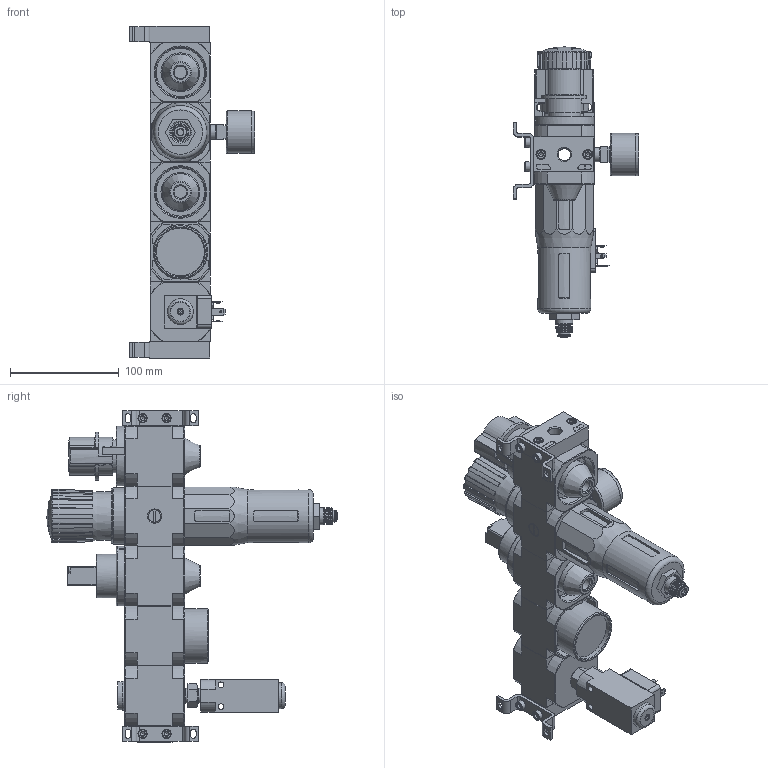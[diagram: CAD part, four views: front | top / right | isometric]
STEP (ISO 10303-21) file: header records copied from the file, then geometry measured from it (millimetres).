
FILE_DESCRIPTION(/* description */ ('STEP AP214'),/* implementation_level */ '2;1');
FILE_NAME(/* name */ '185784_LFR-1_4-D-MIDI-KG-A',/* time_stamp */ '2024-09-03T19:25:00+02:00',/* author */ ('License CC BY-ND 4.0'),/* organization */ ('CADENAS'),/* preprocessor_version */ 'ST-DEVELOPER v19.3',/* originating_system */ 'PARTsolutions',/* authorisation */ ' ');
FILE_SCHEMA (('AUTOMOTIVE_DESIGN {1 0 10303 214 3 1 1}'));
Length unit declared in the file: millimetre
Products named in the file (20): 185784 LFR-1/4-D-MIDI-KG-A; 680241 PBL-1/4-D-MIDI-L---(1) p1; DIN-912 - M5x18(F); 159593 HFOE-D-MIDI/MAXI-P1; DIN-912 - M5x10(F); 680242 PBL-1/4-D-MIDI-R---(0) p1; 360721 HE-MIDI; 351358 FRB-D-MIDI; 120519 LFR-D-MIDI-A--(0); 8003639 PAGN-40-16-G14; 373846 LR-MIDI; 526489 MS4-LFR-V; 746237 HEE-D-MDI-24; 364665 MSEB-3-24V-D; 360727 HEL-MIDI; 724702 FRM-...-D-MIDI; 151521 ESK-1/4-1/4; 175250 PEV-1/4-B-OD; DIN-908 G1/2A; 531774 OK-1/2
Assembly tree (33 placements, depth 2):
  185784 LFR-1/4-D-MIDI-KG-A
    680241 PBL-1/4-D-MIDI-L---(1) p1
    DIN-912 - M5x18(F)  x4
    159593 HFOE-D-MIDI/MAXI-P1  x2
    DIN-912 - M5x10(F)  x4
    680242 PBL-1/4-D-MIDI-R---(0) p1
    360721 HE-MIDI
    351358 FRB-D-MIDI  x8
    120519 LFR-D-MIDI-A--(0)
    8003639 PAGN-40-16-G14
    373846 LR-MIDI
    526489 MS4-LFR-V
    746237 HEE-D-MDI-24
    364665 MSEB-3-24V-D
    360727 HEL-MIDI
    724702 FRM-...-D-MIDI
    151521 ESK-1/4-1/4
    175250 PEV-1/4-B-OD
    DIN-908 G1/2A
    531774 OK-1/2
Bounding box: 115.35 x 266.72 x 305 mm (x, y, z)
Volume: 1371439.7 mm3; surface area: 253681.8 mm2
Topology: 33 solids, 34 shells, 1924 faces, 4644 edges, 2933 vertices
Faces by surface type: plane 1074, cylinder 427, cone 295, torus 106, sphere 22
Full cylindrical faces by diameter (mm): 1.65 x4, 2.013 x1, 2.459 x1, 2.5 x1, 3.7 x8, 3.8 x2, 4 x2, 4.134 x16, 5 x18, 5.3 x6, 5.4 x1, 5.5 x2, 5.6 x3, 6 x8, 6.3 x1, 6.93 x1, 7 x9, 8 x8, 8.2 x4, 8.4 x4, 8.5 x8, 8.7 x1, 9 x1, 9.6 x1, 11 x2, 11.2 x1, 11.4 x1, 11.445 x8, 11.6 x1, 11.8 x1
Entity records: 56972 total; most frequent: CARTESIAN_POINT 9418, DIRECTION 8004, ORIENTED_EDGE 7408, EDGE_CURVE 3704, AXIS2_PLACEMENT_3D 3032, VERTEX_POINT 2556, FACE_BOUND 2154, EDGE_LOOP 2144
